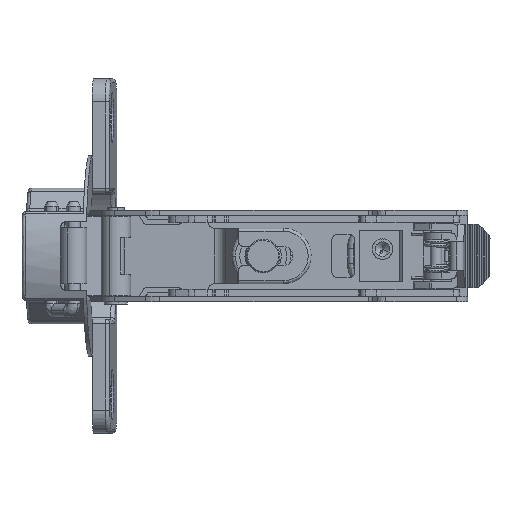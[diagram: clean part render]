
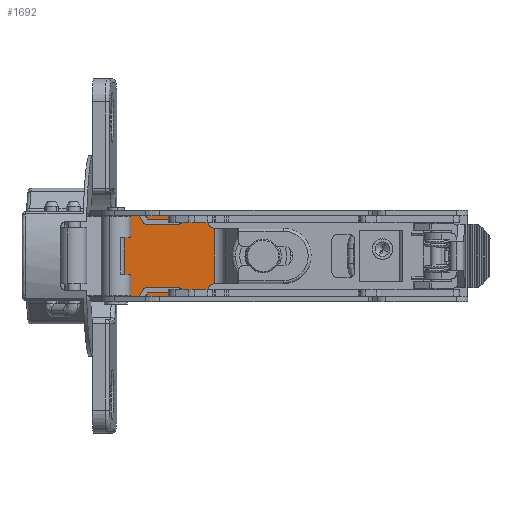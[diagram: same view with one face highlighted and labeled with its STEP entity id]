
A CAD part, front view. The second image highlights one B-rep face of the part: STEP entity #1692.
In plain terms, the highlighted planar face has unit normal (-0.052, -0.999, 0).
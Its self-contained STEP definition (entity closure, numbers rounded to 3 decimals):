
#478 = ORIENTED_EDGE ( 'NONE', *, *, #30609, .F. ) ;
#974 = CARTESIAN_POINT ( 'NONE',  ( 8., 22.07, -6.4 ) ) ;
#1246 = FACE_OUTER_BOUND ( 'NONE', #30855, .T. ) ;
#1427 = DIRECTION ( 'NONE',  ( -0.999, 0.052, 0. ) ) ;
#1692 = ADVANCED_FACE ( 'NONE', ( #1246 ), #12546, .F. ) ;
#2889 = CIRCLE ( 'NONE', #22375, 0.3 ) ;
#3325 = ORIENTED_EDGE ( 'NONE', *, *, #23765, .F. ) ;
#3975 = EDGE_CURVE ( 'NONE', #28874, #14932, #16901, .T. ) ;
#4626 = CARTESIAN_POINT ( 'NONE',  ( 5.311, 22.211, -3.9 ) ) ;
#4803 = CARTESIAN_POINT ( 'NONE',  ( 5.012, 22.226, 0. ) ) ;
#4849 = ORIENTED_EDGE ( 'NONE', *, *, #20103, .F. ) ;
#5166 = LINE ( 'NONE', #4803, #24391 ) ;
#6791 = ORIENTED_EDGE ( 'NONE', *, *, #35357, .F. ) ;
#6837 = ORIENTED_EDGE ( 'NONE', *, *, #12557, .F. ) ;
#6879 = LINE ( 'NONE', #15754, #29931 ) ;
#6990 = DIRECTION ( 'NONE',  ( 0.052, 0.999, 0. ) ) ;
#7117 = VERTEX_POINT ( 'NONE', #11326 ) ;
#7702 = CARTESIAN_POINT ( 'NONE',  ( 17.279, 21.583, -3.9 ) ) ;
#7777 = EDGE_CURVE ( 'NONE', #19651, #13011, #11628, .T. ) ;
#9671 = CARTESIAN_POINT ( 'NONE',  ( 5.012, 22.226, -3.6 ) ) ;
#9772 = CARTESIAN_POINT ( 'NONE',  ( 8., 22.07, 7. ) ) ;
#9813 = CARTESIAN_POINT ( 'NONE',  ( 5.012, 22.226, 5.4 ) ) ;
#9830 = VECTOR ( 'NONE', #13423, 1000. ) ;
#10106 = VECTOR ( 'NONE', #34022, 1000. ) ;
#10361 = VERTEX_POINT ( 'NONE', #15682 ) ;
#10615 = LINE ( 'NONE', #24484, #11735 ) ;
#11326 = CARTESIAN_POINT ( 'NONE',  ( 6.41, 22.153, -3.9 ) ) ;
#11329 = VERTEX_POINT ( 'NONE', #9772 ) ;
#11628 = LINE ( 'NONE', #14230, #26571 ) ;
#11735 = VECTOR ( 'NONE', #21908, 1000. ) ;
#12376 = LINE ( 'NONE', #20162, #10106 ) ;
#12495 = DIRECTION ( 'NONE',  ( 0., 0., 1. ) ) ;
#12546 = PLANE ( 'NONE',  #22298 ) ;
#12557 = EDGE_CURVE ( 'NONE', #7117, #21615, #21205, .T. ) ;
#12822 = VECTOR ( 'NONE', #29533, 1000. ) ;
#12990 = EDGE_CURVE ( 'NONE', #14932, #7117, #6879, .T. ) ;
#13011 = VERTEX_POINT ( 'NONE', #15199 ) ;
#13295 = VERTEX_POINT ( 'NONE', #33262 ) ;
#13423 = DIRECTION ( 'NONE',  ( -0.999, 0.052, 0. ) ) ;
#13537 = CIRCLE ( 'NONE', #31246, 1. ) ;
#14230 = CARTESIAN_POINT ( 'NONE',  ( 29.547, 20.941, -7. ) ) ;
#14471 = EDGE_CURVE ( 'NONE', #21615, #20937, #2889, .T. ) ;
#14582 = CARTESIAN_POINT ( 'NONE',  ( 6.01, 22.174, 5.4 ) ) ;
#14765 = DIRECTION ( 'NONE',  ( -0.999, 0.052, 0. ) ) ;
#14932 = VERTEX_POINT ( 'NONE', #35495 ) ;
#15199 = CARTESIAN_POINT ( 'NONE',  ( 8., 22.07, -7. ) ) ;
#15510 = VERTEX_POINT ( 'NONE', #24853 ) ;
#15682 = CARTESIAN_POINT ( 'NONE',  ( 6.01, 22.174, 6.4 ) ) ;
#15754 = CARTESIAN_POINT ( 'NONE',  ( 6.41, 22.153, 0. ) ) ;
#16632 = DIRECTION ( 'NONE',  ( 0., 0., 1. ) ) ;
#16901 = LINE ( 'NONE', #25398, #25868 ) ;
#17151 = ORIENTED_EDGE ( 'NONE', *, *, #24539, .F. ) ;
#17795 = DIRECTION ( 'NONE',  ( 0.999, -0.052, 0. ) ) ;
#18047 = ORIENTED_EDGE ( 'NONE', *, *, #12990, .F. ) ;
#18338 = ORIENTED_EDGE ( 'NONE', *, *, #3975, .F. ) ;
#18799 = CARTESIAN_POINT ( 'NONE',  ( 17.279, 21.583, 6.4 ) ) ;
#19651 = VERTEX_POINT ( 'NONE', #27505 ) ;
#20103 = EDGE_CURVE ( 'NONE', #10361, #13295, #27110, .T. ) ;
#20162 = CARTESIAN_POINT ( 'NONE',  ( 8., 22.07, 7. ) ) ;
#20212 = VECTOR ( 'NONE', #24809, 1000. ) ;
#20937 = VERTEX_POINT ( 'NONE', #9671 ) ;
#21045 = CARTESIAN_POINT ( 'NONE',  ( 29.547, 20.941, -7. ) ) ;
#21205 = LINE ( 'NONE', #7702, #9830 ) ;
#21615 = VERTEX_POINT ( 'NONE', #4626 ) ;
#21908 = DIRECTION ( 'NONE',  ( 0., 0., 1. ) ) ;
#21944 = CARTESIAN_POINT ( 'NONE',  ( 5.311, 22.211, -3.6 ) ) ;
#22022 = VECTOR ( 'NONE', #12495, 1000. ) ;
#22298 = AXIS2_PLACEMENT_3D ( 'NONE', #21045, #6990, #1427 ) ;
#22301 = EDGE_CURVE ( 'NONE', #15510, #19651, #25355, .T. ) ;
#22375 = AXIS2_PLACEMENT_3D ( 'NONE', #21944, #34799, #17795 ) ;
#22417 = CARTESIAN_POINT ( 'NONE',  ( 29.547, 20.941, 0. ) ) ;
#22641 = DIRECTION ( 'NONE',  ( -0.999, 0.052, 0. ) ) ;
#23095 = DIRECTION ( 'NONE',  ( 0.052, 0.999, 0. ) ) ;
#23455 = ORIENTED_EDGE ( 'NONE', *, *, #7777, .F. ) ;
#23765 = EDGE_CURVE ( 'NONE', #20937, #26318, #5166, .T. ) ;
#24053 = DIRECTION ( 'NONE',  ( 0., 0., 1. ) ) ;
#24391 = VECTOR ( 'NONE', #16632, 1000. ) ;
#24484 = CARTESIAN_POINT ( 'NONE',  ( 8., 22.07, 0. ) ) ;
#24539 = EDGE_CURVE ( 'NONE', #13011, #28874, #10615, .T. ) ;
#24809 = DIRECTION ( 'NONE',  ( 0., 0., -1. ) ) ;
#24853 = CARTESIAN_POINT ( 'NONE',  ( 29.547, 20.941, 7. ) ) ;
#25355 = LINE ( 'NONE', #22417, #20212 ) ;
#25398 = CARTESIAN_POINT ( 'NONE',  ( 17.279, 21.583, -6.4 ) ) ;
#25868 = VECTOR ( 'NONE', #22641, 1000. ) ;
#26318 = VERTEX_POINT ( 'NONE', #9813 ) ;
#26571 = VECTOR ( 'NONE', #34007, 1000. ) ;
#26738 = EDGE_CURVE ( 'NONE', #26318, #10361, #13537, .T. ) ;
#27110 = LINE ( 'NONE', #18799, #12822 ) ;
#27505 = CARTESIAN_POINT ( 'NONE',  ( 29.547, 20.941, -7. ) ) ;
#28759 = CARTESIAN_POINT ( 'NONE',  ( 8., 22.07, 0. ) ) ;
#28874 = VERTEX_POINT ( 'NONE', #974 ) ;
#29533 = DIRECTION ( 'NONE',  ( 0.999, -0.052, 0. ) ) ;
#29750 = ORIENTED_EDGE ( 'NONE', *, *, #26738, .F. ) ;
#29931 = VECTOR ( 'NONE', #24053, 1000. ) ;
#30609 = EDGE_CURVE ( 'NONE', #13295, #11329, #32271, .T. ) ;
#30855 = EDGE_LOOP ( 'NONE', ( #6837, #18047, #18338, #17151, #23455, #32589, #6791, #478, #4849, #29750, #3325, #36399 ) ) ;
#31246 = AXIS2_PLACEMENT_3D ( 'NONE', #14582, #23095, #14765 ) ;
#32271 = LINE ( 'NONE', #28759, #22022 ) ;
#32589 = ORIENTED_EDGE ( 'NONE', *, *, #22301, .F. ) ;
#33262 = CARTESIAN_POINT ( 'NONE',  ( 8., 22.07, 6.4 ) ) ;
#34007 = DIRECTION ( 'NONE',  ( -0.999, 0.052, 0. ) ) ;
#34022 = DIRECTION ( 'NONE',  ( 0.999, -0.052, 0. ) ) ;
#34799 = DIRECTION ( 'NONE',  ( 0.052, 0.999, 0. ) ) ;
#35357 = EDGE_CURVE ( 'NONE', #11329, #15510, #12376, .T. ) ;
#35495 = CARTESIAN_POINT ( 'NONE',  ( 6.41, 22.153, -6.4 ) ) ;
#36399 = ORIENTED_EDGE ( 'NONE', *, *, #14471, .F. ) ;
